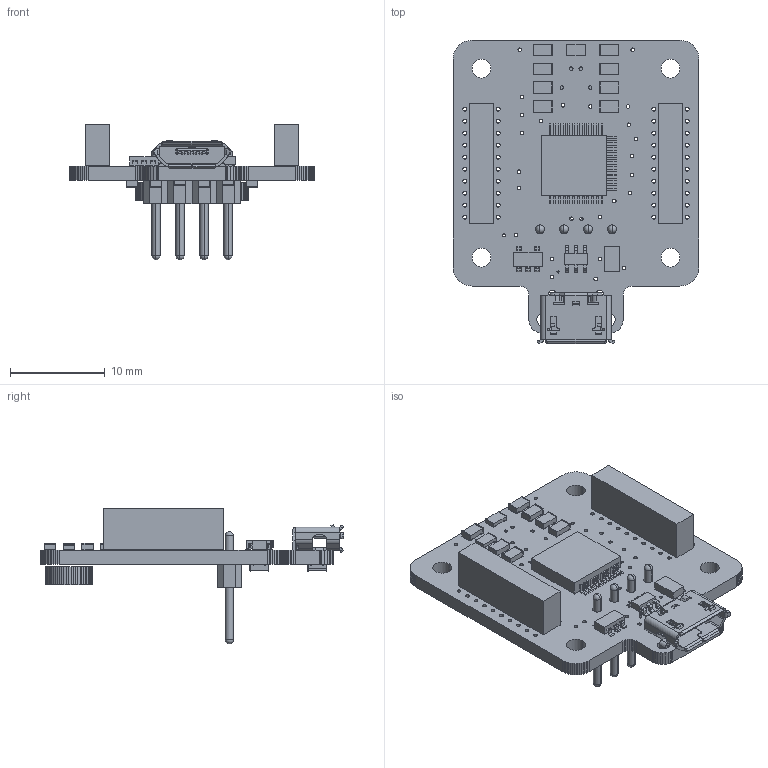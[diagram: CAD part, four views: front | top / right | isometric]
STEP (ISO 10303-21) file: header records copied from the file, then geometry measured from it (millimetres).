
FILE_DESCRIPTION(('PCB Model'),'2;1');
FILE_NAME('FR4_Brain.STEP', '2019-03-17T14:00:50',('suku'),('Unspecified'), 'Open CASCADE STEP processor 6.8','Proteus','Unknown');
FILE_SCHEMA(('CONFIG_CONTROL_DESIGN','SHAPE_APPEARANCE_LAYER_MIM'));
Length unit declared in the file: millimetre
Products named in the file (124): Open CASCADE STEP translator 6.8 1; Layer_1; U1; Open CASCADE STEP translator 6.8 1.2.1; Body_1; Pin_1; Pin_2; Pin_3; Pin_4; Pin_5; Pin_6; Pin_7; Pin_8; Pin_9; Pin_10; Pin_11; Pin_12; Pin_13; Pin_14; Pin_15; Pin_16; Pin_17; Pin_18; Pin_19; Pin_20; Pin_21; Pin_22; Pin_23; Pin_24; Pin_25; Pin_26; Pin_27; Pin_28; Pin_29; Pin_30; Pin_31; Pin_32; Pin_33; Pin_34; Pin_35 ...
Assembly tree (138 placements, depth 6):
  Open CASCADE STEP translator 6.8 1
    Layer_1
    U1
      Open CASCADE STEP translator 6.8 1.2.1
        Body_1
        Pin_1
        Pin_2
        Pin_3
        Pin_4
        Pin_5
        Pin_6
        Pin_7
        Pin_8
        Pin_9
        Pin_10
        Pin_11
        Pin_12
        Pin_13
        Pin_14
        Pin_15
        Pin_16
        Pin_17
        Pin_18
        Pin_19
        Pin_20
        Pin_21
        Pin_22
        Pin_23
        Pin_24
        Pin_25
        Pin_26
        Pin_27
        Pin_28
        Pin_29
        Pin_30
        Pin_31
        Pin_32
        Pin_33
        Pin_34
        Pin_35
        Pin_36
    X1
      Open CASCADE STEP translator 6.8 1.3.1
        Body_1
    R6
      Open CASCADE STEP translator 6.8 1.4.1
        Body_1
        Pin_1
        Pin_2
    C9
      Open CASCADE STEP translator 6.8 1.5.1
        Body_1
        Pin_1
        Pin_2
    C10
      Open CASCADE STEP translator 6.8 1.5.1
        Body_1
        Pin_1
        Pin_2
    J1
Bounding box: 26 x 32.1 x 14.37 mm (x, y, z)
Volume: 1638.6 mm3; surface area: 3288.1 mm2
Topology: 113 solids, 113 shells, 1952 faces, 5284 edges, 3596 vertices
Faces by surface type: plane 1367, cylinder 565, sphere 20
Entity records: 54630 total; most frequent: CARTESIAN_POINT 8881, DIRECTION 8314, ORIENTED_EDGE 8168, EDGE_CURVE 4084, LINE 3044, VECTOR 3044, VERTEX_POINT 2700, AXIS2_PLACEMENT_3D 2635
